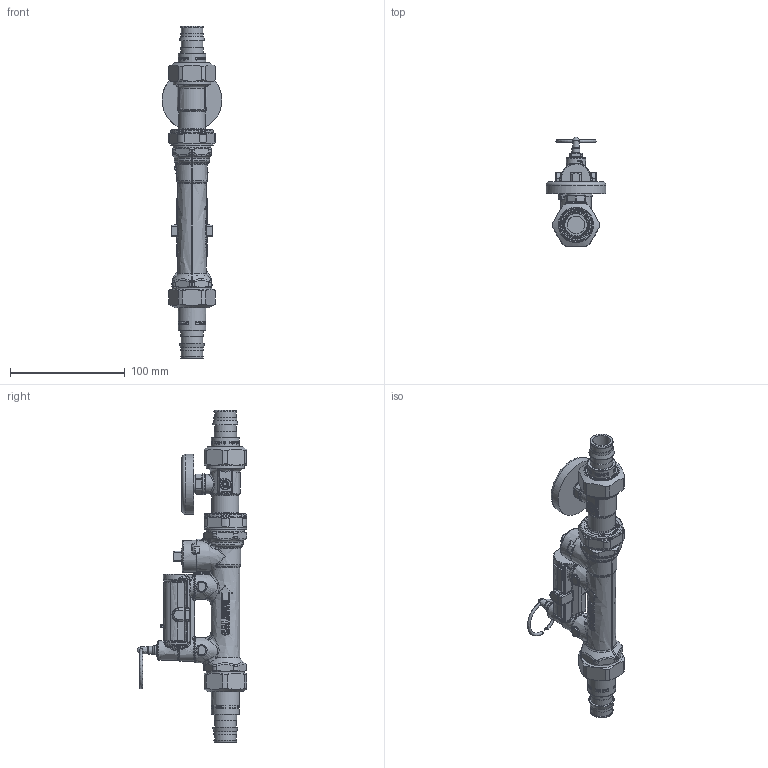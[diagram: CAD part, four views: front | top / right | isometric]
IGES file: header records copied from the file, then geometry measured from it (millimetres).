
Global section: file name: 132553AFC; native system: Autodesk Inventor 2025; preprocessor: unknown; author: ischreiner; date: 20250716.131752; units: centimetre
Bounding box: 52.27 x 95.91 x 289.79 mm (x, y, z)
Volume: 255081.7 mm3; surface area: 77721.8 mm2
Topology: 12 solids, 14 shells, 3268 faces, 8133 edges, 4883 vertices
Faces by surface type: bspline 3268
